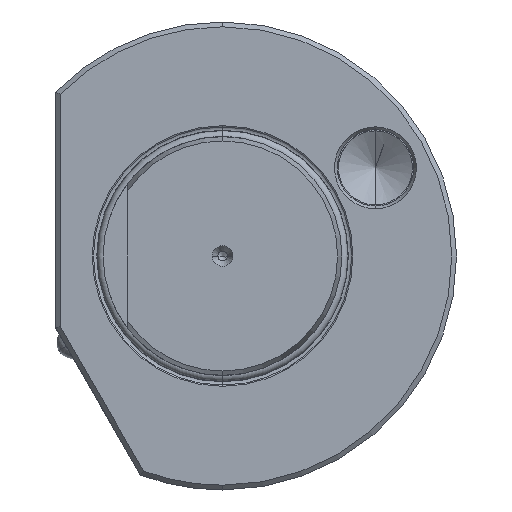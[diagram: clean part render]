
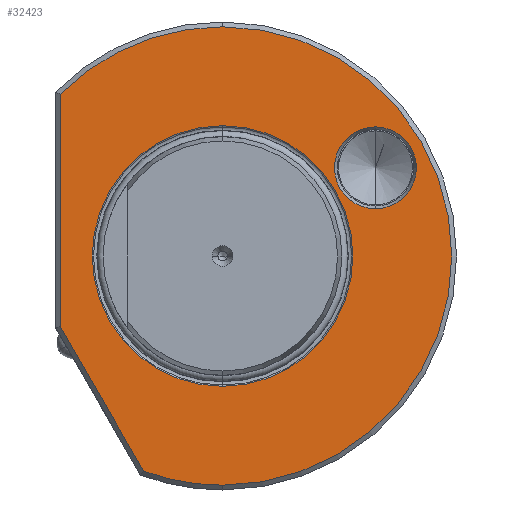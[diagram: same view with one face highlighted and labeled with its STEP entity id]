
A CAD part, left-side view. The second image highlights one B-rep face of the part: STEP entity #32423.
In plain terms, the highlighted planar face has unit normal (-1, 0, 0).
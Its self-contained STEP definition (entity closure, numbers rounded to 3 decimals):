
#1625 = ORIENTED_EDGE ( 'NONE', *, *, #25905, .T. ) ;
#1631 = ORIENTED_EDGE ( 'NONE', *, *, #26270, .T. ) ;
#1636 = ORIENTED_EDGE ( 'NONE', *, *, #26254, .T. ) ;
#1637 = ORIENTED_EDGE ( 'NONE', *, *, #26060, .T. ) ;
#1641 = ORIENTED_EDGE ( 'NONE', *, *, #26328, .T. ) ;
#1644 = ORIENTED_EDGE ( 'NONE', *, *, #26231, .T. ) ;
#4061 = DIRECTION ( 'NONE',  ( 1., 0., 0. ) ) ;
#4065 = CARTESIAN_POINT ( 'NONE',  ( 2., 0., 0. ) ) ;
#4086 = DIRECTION ( 'NONE',  ( 0., 0., -1. ) ) ;
#4107 = DIRECTION ( 'NONE',  ( 0., 0., -1. ) ) ;
#4119 = CARTESIAN_POINT ( 'NONE',  ( 2., 0., 0. ) ) ;
#4120 = DIRECTION ( 'NONE',  ( 1., 0., 0. ) ) ;
#4577 = CARTESIAN_POINT ( 'NONE',  ( 2., 34., -32.848 ) ) ;
#4606 = DIRECTION ( 'NONE',  ( 0., 0., -1. ) ) ;
#4631 = CARTESIAN_POINT ( 'NONE',  ( 2., 0., 0. ) ) ;
#4635 = DIRECTION ( 'NONE',  ( 1., 0., 0. ) ) ;
#4651 = DIRECTION ( 'NONE',  ( 0., 0., -1. ) ) ;
#4666 = DIRECTION ( 'NONE',  ( 0., -0.5, -0.866 ) ) ;
#4681 = CARTESIAN_POINT ( 'NONE',  ( 2., 38.135, -7.583 ) ) ;
#4783 = DIRECTION ( 'NONE',  ( 0., 0., -1. ) ) ;
#4794 = CARTESIAN_POINT ( 'NONE',  ( 2., 0., 0. ) ) ;
#4806 = DIRECTION ( 'NONE',  ( 1., 0., 0. ) ) ;
#7066 = CARTESIAN_POINT ( 'NONE',  ( 2., -32.01, 18.46 ) ) ;
#7068 = DIRECTION ( 'NONE',  ( 0., 0., -1. ) ) ;
#7092 = DIRECTION ( 'NONE',  ( 1., 0., 0. ) ) ;
#8275 = DIRECTION ( 'NONE',  ( 1., 0., 0. ) ) ;
#8282 = CARTESIAN_POINT ( 'NONE',  ( 2., -32.01, 18.46 ) ) ;
#8294 = DIRECTION ( 'NONE',  ( 0., 0., -1. ) ) ;
#9568 = DIRECTION ( 'NONE',  ( 0., 0., -1. ) ) ;
#9570 = CARTESIAN_POINT ( 'NONE',  ( 2., 0., 0. ) ) ;
#9603 = DIRECTION ( 'NONE',  ( 1., 0., 0. ) ) ;
#10969 = AXIS2_PLACEMENT_3D ( 'NONE', #4631, #4635, #4651 ) ;
#10988 = AXIS2_PLACEMENT_3D ( 'NONE', #4794, #4806, #4783 ) ;
#11002 = AXIS2_PLACEMENT_3D ( 'NONE', #7066, #7092, #7068 ) ;
#11111 = AXIS2_PLACEMENT_3D ( 'NONE', #26684, #26658, #26642 ) ;
#11325 = CIRCLE ( 'NONE', #25697, 8.577 ) ;
#11753 = ORIENTED_EDGE ( 'NONE', *, *, #26241, .F. ) ;
#11759 = ORIENTED_EDGE ( 'NONE', *, *, #26077, .F. ) ;
#11761 = ORIENTED_EDGE ( 'NONE', *, *, #26037, .F. ) ;
#11771 = EDGE_LOOP ( 'NONE', ( #1637, #1631 ) ) ;
#11776 = EDGE_LOOP ( 'NONE', ( #1625, #1641 ) ) ;
#11777 = EDGE_LOOP ( 'NONE', ( #1644, #1636, #11753, #11761, #11759 ) ) ;
#18671 = CIRCLE ( 'NONE', #11002, 8.577 ) ;
#18902 = FACE_BOUND ( 'NONE', #11771, .T. ) ;
#18905 = FACE_BOUND ( 'NONE', #11776, .T. ) ;
#18919 = FACE_OUTER_BOUND ( 'NONE', #11777, .T. ) ;
#19644 = VECTOR ( 'NONE', #4606, 1000. ) ;
#20191 = CIRCLE ( 'NONE', #10969, 48. ) ;
#21221 = LINE ( 'NONE', #4577, #19644 ) ;
#22799 = VERTEX_POINT ( 'NONE', #29647 ) ;
#22831 = VERTEX_POINT ( 'NONE', #29636 ) ;
#22871 = VERTEX_POINT ( 'NONE', #29675 ) ;
#22924 = VERTEX_POINT ( 'NONE', #29793 ) ;
#22979 = VERTEX_POINT ( 'NONE', #29812 ) ;
#22982 = VERTEX_POINT ( 'NONE', #29802 ) ;
#23164 = VERTEX_POINT ( 'NONE', #30492 ) ;
#23189 = VERTEX_POINT ( 'NONE', #30497 ) ;
#23263 = VERTEX_POINT ( 'NONE', #30553 ) ;
#25367 = CIRCLE ( 'NONE', #25755, 48. ) ;
#25390 = CIRCLE ( 'NONE', #25756, 27.29 ) ;
#25468 = CIRCLE ( 'NONE', #10988, 27.29 ) ;
#25697 = AXIS2_PLACEMENT_3D ( 'NONE', #8282, #8275, #8294 ) ;
#25755 = AXIS2_PLACEMENT_3D ( 'NONE', #9570, #9603, #9568 ) ;
#25756 = AXIS2_PLACEMENT_3D ( 'NONE', #4065, #4061, #4086 ) ;
#25771 = AXIS2_PLACEMENT_3D ( 'NONE', #4119, #4120, #4107 ) ;
#25905 = EDGE_CURVE ( 'NONE', #23189, #23263, #11325, .T. ) ;
#26037 = EDGE_CURVE ( 'NONE', #22871, #22831, #25367, .T. ) ;
#26060 = EDGE_CURVE ( 'NONE', #22799, #23164, #25390, .T. ) ;
#26077 = EDGE_CURVE ( 'NONE', #22924, #22871, #31781, .T. ) ;
#26231 = EDGE_CURVE ( 'NONE', #22924, #22979, #21221, .T. ) ;
#26241 = EDGE_CURVE ( 'NONE', #22831, #22982, #20191, .T. ) ;
#26254 = EDGE_CURVE ( 'NONE', #22979, #22982, #32845, .T. ) ;
#26270 = EDGE_CURVE ( 'NONE', #23164, #22799, #25468, .T. ) ;
#26328 = EDGE_CURVE ( 'NONE', #23263, #23189, #18671, .T. ) ;
#26642 = DIRECTION ( 'NONE',  ( 0., 0., -1. ) ) ;
#26658 = DIRECTION ( 'NONE',  ( 1., 0., 0. ) ) ;
#26682 = PLANE ( 'NONE',  #11111 ) ;
#26684 = CARTESIAN_POINT ( 'NONE',  ( 2., 25., 0. ) ) ;
#29636 = CARTESIAN_POINT ( 'NONE',  ( 2., 0., -48. ) ) ;
#29647 = CARTESIAN_POINT ( 'NONE',  ( 2., 0., 27.29 ) ) ;
#29675 = CARTESIAN_POINT ( 'NONE',  ( 2., 0., 48. ) ) ;
#29793 = CARTESIAN_POINT ( 'NONE',  ( 2., 34., 33.882 ) ) ;
#29802 = CARTESIAN_POINT ( 'NONE',  ( 2., 16.486, -45.08 ) ) ;
#29812 = CARTESIAN_POINT ( 'NONE',  ( 2., 34., -14.745 ) ) ;
#30492 = CARTESIAN_POINT ( 'NONE',  ( 2., 0., -27.29 ) ) ;
#30497 = CARTESIAN_POINT ( 'NONE',  ( 2., -32.01, 27.037 ) ) ;
#30553 = CARTESIAN_POINT ( 'NONE',  ( 2., -32.01, 9.883 ) ) ;
#31781 = CIRCLE ( 'NONE', #25771, 48. ) ;
#32423 = ADVANCED_FACE ( 'NONE', ( #18902, #18905, #18919 ), #26682, .F. ) ;
#32626 = VECTOR ( 'NONE', #4666, 1000. ) ;
#32845 = LINE ( 'NONE', #4681, #32626 ) ;
